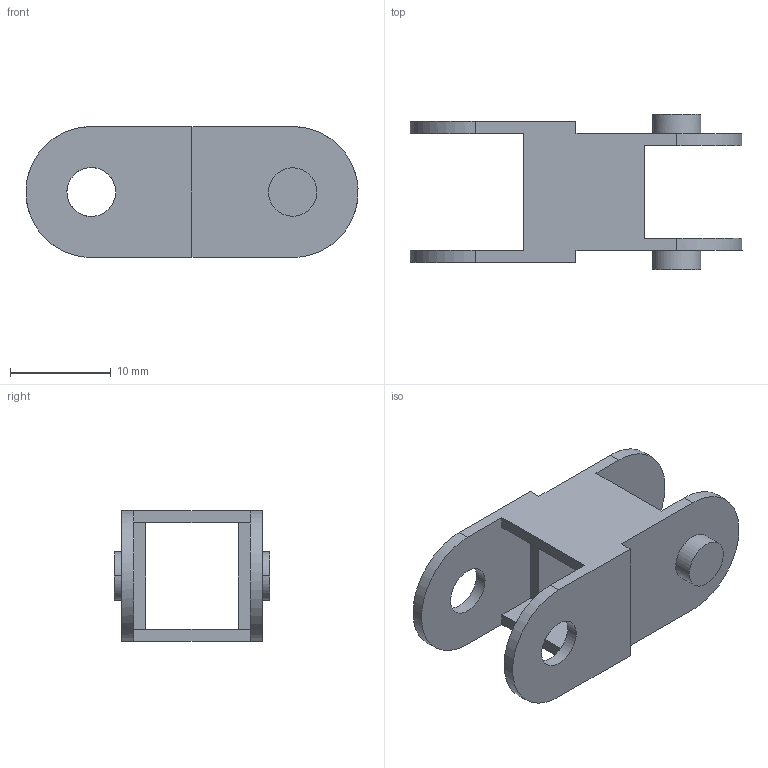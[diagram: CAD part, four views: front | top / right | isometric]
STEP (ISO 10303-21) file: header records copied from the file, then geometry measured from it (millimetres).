
FILE_DESCRIPTION(/* description */ (''),/* implementation_level */ '2;1');
FILE_NAME(/* name */ 'ELOT10~1',/* time_stamp */ '2017-08-25T13:37:27-03:00',/* author */ (''),/* organization */ (''),/* preprocessor_version */ 'ST-DEVELOPER v15',/* originating_system */ '',/* authorisation */ '');
FILE_SCHEMA (('AUTOMOTIVE_DESIGN'));
Length unit declared in the file: centimetre
Products named in the file (1): Document
Bounding box: 32.98 x 15.4 x 13 mm (x, y, z)
Volume: 1292.6 mm3; surface area: 2319.4 mm2
Topology: 1 solids, 1 shells, 34 faces, 96 edges, 64 vertices
Faces by surface type: plane 22, bspline 12
Entity records: 1230 total; most frequent: CARTESIAN_POINT 596, ORIENTED_EDGE 192, EDGE_CURVE 96, B_SPLINE_CURVE_WITH_KNOTS 68, VERTEX_POINT 64, EDGE_LOOP 40, ADVANCED_FACE 34, FACE_OUTER_BOUND 34
